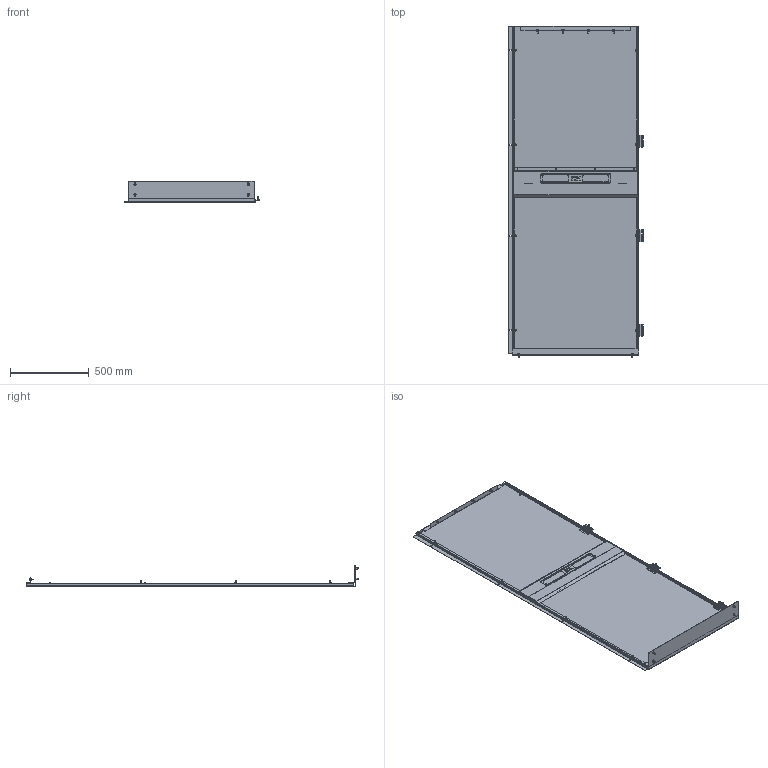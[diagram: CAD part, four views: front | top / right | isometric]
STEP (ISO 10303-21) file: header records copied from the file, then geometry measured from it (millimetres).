
FILE_DESCRIPTION (( 'STEP AP203' ), '1' );
FILE_NAME ('ITK DATAROW Ïàíåëü èçîë. ôð. 45U 800 ñåð..STEP', '2024-12-12T13:08:21', ( '' ), ( '' ), 'SwSTEP 2.0', 'SolidWorks 2022', '' );
FILE_SCHEMA (( 'CONFIG_CONTROL_DESIGN' ));
Length unit declared in the file: millimetre
Products named in the file (15): АГИЕ 282.02.00.001_-00; АГИЕ 282.02.00.002_-00; Болты с шестигранной головкой (повышенной точности) ГОСТ 7805_М8х20; АГИЕ 282.02.00.005; АГИЕ 282.02.00.000СБ_-00; ITK DATAROW Панель изол. фр. 45U 800 сер.; АГИЕ 282.05.00.002; АГИЕ 282.05.00.003; АГИЕ 282.02.00.002_-01; АГИЕ 282.02.01.000СБ_-00; Копия Лента уплотнительная самоклеющая УПСГ 2х15 мм^АГИЕ 282.02.00.000СБ_-03; Гайка DIN 934_М 6; Копия Резьбовая заклепка потай^АГИЕ 282.02.01.000СБ_М6; Винт полусфера с прессшайбой DIN 967_M6х20; АГИЕ 282.02.00.003_-00
Assembly tree (47 placements, depth 4):
  ITK DATAROW Панель изол. фр. 45U 800 сер.
    АГИЕ 282.02.00.000СБ_-00
      АГИЕ 282.02.01.000СБ_-00
        АГИЕ 282.02.00.001_-00
        Копия Резьбовая заклепка потай^АГИЕ 282.02.01.000СБ_М6  x12
      АГИЕ 282.05.00.002
      АГИЕ 282.05.00.003
      Копия Лента уплотнительная самоклеющая УПСГ 2х15 мм^АГИЕ 282.02.00.000СБ_-03  x2
    Болты с шестигранной головкой (повышенной точности) ГОСТ 7805_М8х20  x4
    Винт полусфера с прессшайбой DIN 967_M6х20  x15
    Гайка DIN 934_М 6  x3
    АГИЕ 282.02.00.002_-01
    АГИЕ 282.02.00.002_-00
    АГИЕ 282.02.00.003_-00
    АГИЕ 282.02.00.005  x3
Bounding box: 855 x 2106.6 x 136.42 mm (x, y, z)
Volume: 3301764.9 mm3; surface area: 5067902.9 mm2
Topology: 45 solids, 45 shells, 1844 faces, 4560 edges, 2818 vertices
Faces by surface type: plane 828, cylinder 522, cone 262, torus 114, sphere 88, bspline 30
Entity records: 29775 total; most frequent: CARTESIAN_POINT 5108, DIRECTION 4974, ORIENTED_EDGE 4432, EDGE_CURVE 2216, AXIS2_PLACEMENT_3D 1878, VERTEX_POINT 1358, VECTOR 1218, LINE 1218
